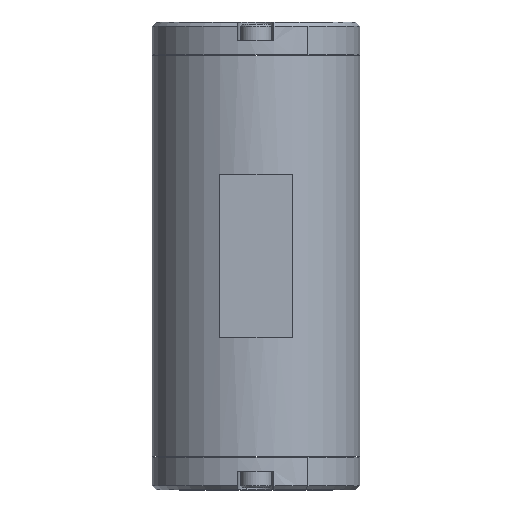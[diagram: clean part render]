
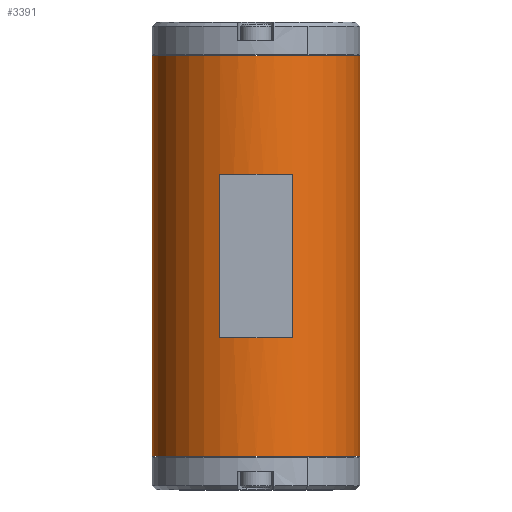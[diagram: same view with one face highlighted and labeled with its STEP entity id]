
A CAD part, front view. The second image highlights one B-rep face of the part: STEP entity #3391.
In plain terms, the highlighted cylindrical face has radius 12.7 mm (diameter 25.4 mm), a partial arc.
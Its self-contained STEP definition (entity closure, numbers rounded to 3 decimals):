
#347 = CYLINDRICAL_SURFACE ( 'NONE', #5009, 12.7 ) ;
#349 = FACE_BOUND ( 'NONE', #2546, .T. ) ;
#352 = FACE_OUTER_BOUND ( 'NONE', #2519, .T. ) ;
#406 = EDGE_CURVE ( 'NONE', #4806, #4754, #2518, .T. ) ;
#411 = EDGE_CURVE ( 'NONE', #4878, #4726, #2514, .T. ) ;
#412 = EDGE_CURVE ( 'NONE', #4726, #4841, #2512, .T. ) ;
#415 = EDGE_CURVE ( 'NONE', #4873, #4878, #2510, .T. ) ;
#416 = EDGE_CURVE ( 'NONE', #4841, #4873, #2508, .T. ) ;
#465 = AXIS2_PLACEMENT_3D ( 'NONE', #3521, #3522, #3523 ) ;
#550 = AXIS2_PLACEMENT_3D ( 'NONE', #4087, #4088, #4089 ) ;
#552 = AXIS2_PLACEMENT_3D ( 'NONE', #4097, #4098, #4099 ) ;
#553 = AXIS2_PLACEMENT_3D ( 'NONE', #4103, #4104, #4105 ) ;
#561 = EDGE_CURVE ( 'NONE', #4879, #4738, #2476, .T. ) ;
#564 = EDGE_CURVE ( 'NONE', #4738, #4754, #2472, .T. ) ;
#902 = VECTOR ( 'NONE', #4701, 1000. ) ;
#909 = LINE ( 'NONE', #4697, #902 ) ;
#1335 = CARTESIAN_POINT ( 'NONE',  ( -6.05, -17.154, 0.74 ) ) ;
#1341 = CARTESIAN_POINT ( 'NONE',  ( 2.213, -5.254, -33.76 ) ) ;
#1352 = CARTESIAN_POINT ( 'NONE',  ( 2.213, -5.254, 15.24 ) ) ;
#1385 = CARTESIAN_POINT ( 'NONE',  ( -23.187, -5.254, 15.24 ) ) ;
#1403 = CARTESIAN_POINT ( 'NONE',  ( -6.05, -17.154, -19.26 ) ) ;
#1421 = CARTESIAN_POINT ( 'NONE',  ( -14.923, -17.154, -19.26 ) ) ;
#1425 = CARTESIAN_POINT ( 'NONE',  ( -14.923, -17.154, 0.74 ) ) ;
#1426 = CARTESIAN_POINT ( 'NONE',  ( -23.187, -5.254, -33.76 ) ) ;
#2186 = EDGE_CURVE ( 'NONE', #4879, #4806, #909, .T. ) ;
#2466 = VECTOR ( 'NONE', #3526, 1000. ) ;
#2472 = LINE ( 'NONE', #3519, #2466 ) ;
#2476 = CIRCLE ( 'NONE', #465, 12.7 ) ;
#2507 = VECTOR ( 'NONE', #4101, 1000. ) ;
#2508 = CIRCLE ( 'NONE', #553, 12.7 ) ;
#2509 = VECTOR ( 'NONE', #4091, 1000. ) ;
#2510 = LINE ( 'NONE', #4100, #2507 ) ;
#2512 = LINE ( 'NONE', #4096, #2509 ) ;
#2514 = CIRCLE ( 'NONE', #552, 12.7 ) ;
#2518 = CIRCLE ( 'NONE', #550, 12.7 ) ;
#2519 = EDGE_LOOP ( 'NONE', ( #2588, #2589, #2590, #2591 ) ) ;
#2546 = EDGE_LOOP ( 'NONE', ( #2592, #2593, #2594, #2595 ) ) ;
#2588 = ORIENTED_EDGE ( 'NONE', *, *, #2186, .F. ) ;
#2589 = ORIENTED_EDGE ( 'NONE', *, *, #561, .T. ) ;
#2590 = ORIENTED_EDGE ( 'NONE', *, *, #564, .T. ) ;
#2591 = ORIENTED_EDGE ( 'NONE', *, *, #406, .F. ) ;
#2592 = ORIENTED_EDGE ( 'NONE', *, *, #412, .T. ) ;
#2593 = ORIENTED_EDGE ( 'NONE', *, *, #416, .T. ) ;
#2594 = ORIENTED_EDGE ( 'NONE', *, *, #415, .T. ) ;
#2595 = ORIENTED_EDGE ( 'NONE', *, *, #411, .T. ) ;
#3391 = ADVANCED_FACE ( 'NONE', ( #352, #349 ), #347, .T. ) ;
#3519 = CARTESIAN_POINT ( 'NONE',  ( 2.213, -5.254, 15.74 ) ) ;
#3521 = CARTESIAN_POINT ( 'NONE',  ( -10.487, -5.254, -33.76 ) ) ;
#3522 = DIRECTION ( 'NONE',  ( 0., 0., 1. ) ) ;
#3523 = DIRECTION ( 'NONE',  ( 1., 0., 0. ) ) ;
#3526 = DIRECTION ( 'NONE',  ( 0., 0., 1. ) ) ;
#4087 = CARTESIAN_POINT ( 'NONE',  ( -10.487, -5.254, 15.24 ) ) ;
#4088 = DIRECTION ( 'NONE',  ( 0., 0., 1. ) ) ;
#4089 = DIRECTION ( 'NONE',  ( 1., 0., 0. ) ) ;
#4091 = DIRECTION ( 'NONE',  ( 0., 0., -1. ) ) ;
#4096 = CARTESIAN_POINT ( 'NONE',  ( -6.05, -17.154, 15.74 ) ) ;
#4097 = CARTESIAN_POINT ( 'NONE',  ( -10.487, -5.254, 0.74 ) ) ;
#4098 = DIRECTION ( 'NONE',  ( 0., 0., 1. ) ) ;
#4099 = DIRECTION ( 'NONE',  ( 1., 0., 0. ) ) ;
#4100 = CARTESIAN_POINT ( 'NONE',  ( -14.923, -17.154, 15.74 ) ) ;
#4101 = DIRECTION ( 'NONE',  ( 0., 0., 1. ) ) ;
#4103 = CARTESIAN_POINT ( 'NONE',  ( -10.487, -5.254, -19.26 ) ) ;
#4104 = DIRECTION ( 'NONE',  ( 0., 0., -1. ) ) ;
#4105 = DIRECTION ( 'NONE',  ( -1., 0., 0. ) ) ;
#4376 = DIRECTION ( 'NONE',  ( 1., 0., 0. ) ) ;
#4381 = CARTESIAN_POINT ( 'NONE',  ( -10.487, -5.254, 15.74 ) ) ;
#4382 = DIRECTION ( 'NONE',  ( 0., 0., 1. ) ) ;
#4697 = CARTESIAN_POINT ( 'NONE',  ( -23.187, -5.254, 15.74 ) ) ;
#4701 = DIRECTION ( 'NONE',  ( 0., 0., 1. ) ) ;
#4726 = VERTEX_POINT ( 'NONE', #1335 ) ;
#4738 = VERTEX_POINT ( 'NONE', #1341 ) ;
#4754 = VERTEX_POINT ( 'NONE', #1352 ) ;
#4806 = VERTEX_POINT ( 'NONE', #1385 ) ;
#4841 = VERTEX_POINT ( 'NONE', #1403 ) ;
#4873 = VERTEX_POINT ( 'NONE', #1421 ) ;
#4878 = VERTEX_POINT ( 'NONE', #1425 ) ;
#4879 = VERTEX_POINT ( 'NONE', #1426 ) ;
#5009 = AXIS2_PLACEMENT_3D ( 'NONE', #4381, #4382, #4376 ) ;
